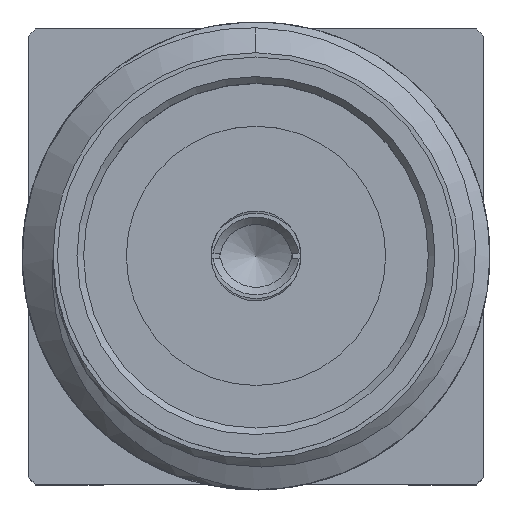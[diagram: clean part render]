
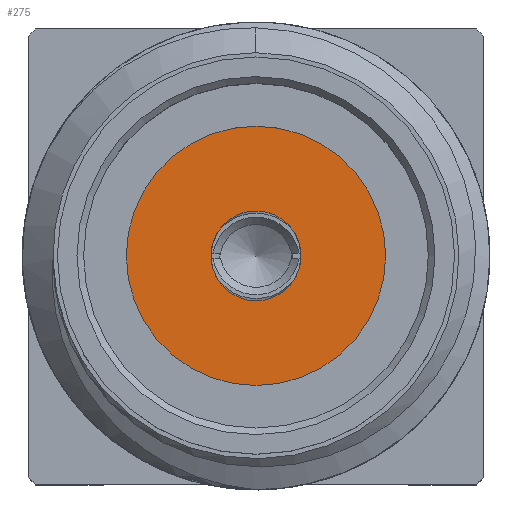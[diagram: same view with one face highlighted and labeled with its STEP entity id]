
A CAD part, top view. The second image highlights one B-rep face of the part: STEP entity #275.
In plain terms, the highlighted face is planar.
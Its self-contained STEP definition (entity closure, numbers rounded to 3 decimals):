
#275=ADVANCED_FACE('',(#2904,#2906),#2908,.T.);
#2904=FACE_BOUND('',#2905,.T.);
#2905=EDGE_LOOP('',(#3432));
#2906=FACE_BOUND('',#2907,.T.);
#2907=EDGE_LOOP('',(#3433));
#2908=PLANE('',#2909);
#2909=AXIS2_PLACEMENT_3D('',#2910,#2911,#2912);
#2910=CARTESIAN_POINT('',(-223.952,156.655,0.));
#2911=DIRECTION('',(-1.,0.,0.));
#2912=DIRECTION('',(0.,0.,1.));
#3432=ORIENTED_EDGE('',*,*,#3782,.T.);
#3433=ORIENTED_EDGE('',*,*,#3783,.T.);
#3782=EDGE_CURVE('',#3995,#3995,#3996,.T.);
#3783=EDGE_CURVE('',#3997,#3997,#3998,.T.);
#3995=VERTEX_POINT('',#7613);
#3996=CIRCLE('',#7614,1.73);
#3997=VERTEX_POINT('',#7618);
#3998=CIRCLE('',#7619,0.6);
#7613=CARTESIAN_POINT('',(-223.952,153.757,0.));
#7614=AXIS2_PLACEMENT_3D('',#7615,#7616,#7617);
#7615=CARTESIAN_POINT('',(-223.952,155.487,0.));
#7616=DIRECTION('',(-1.,0.,0.));
#7617=DIRECTION('',(0.,-1.,0.));
#7618=CARTESIAN_POINT('',(-223.952,154.887,0.));
#7619=AXIS2_PLACEMENT_3D('',#7620,#7621,#7622);
#7620=CARTESIAN_POINT('',(-223.952,155.487,0.));
#7621=DIRECTION('',(1.,-0.,-0.));
#7622=DIRECTION('',(0.,1.,0.));
